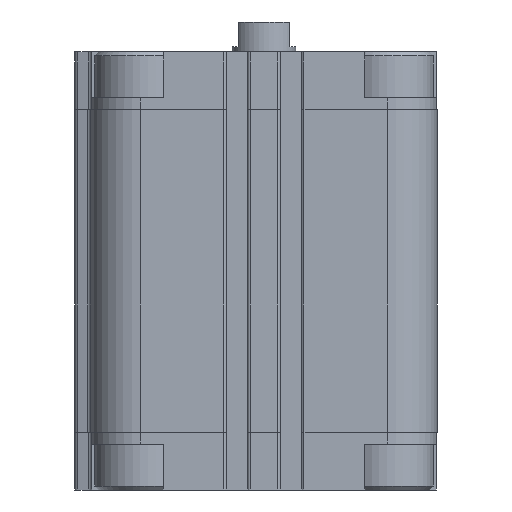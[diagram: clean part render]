
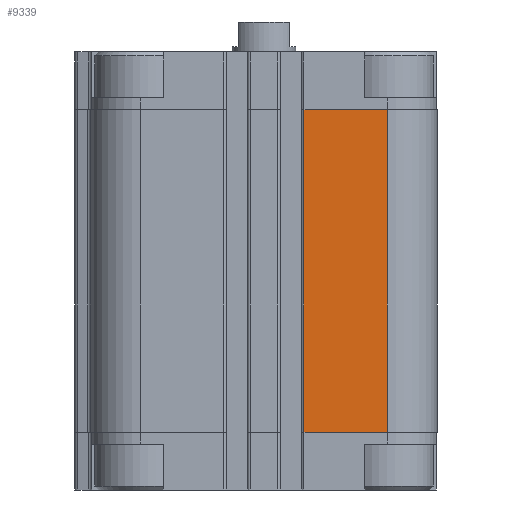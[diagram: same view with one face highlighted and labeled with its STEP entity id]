
A CAD part, left-side view. The second image highlights one B-rep face of the part: STEP entity #9339.
In plain terms, the highlighted face is planar.
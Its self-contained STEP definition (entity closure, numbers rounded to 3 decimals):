
#1837=ORIENTED_EDGE('',*,*,#4205,.F.);
#1838=ORIENTED_EDGE('',*,*,#4231,.F.);
#1839=ORIENTED_EDGE('',*,*,#3923,.T.);
#1840=ORIENTED_EDGE('',*,*,#4232,.T.);
#3923=EDGE_CURVE('',#5269,#5268,#6050,.T.);
#4205=EDGE_CURVE('',#5434,#5435,#6256,.T.);
#4231=EDGE_CURVE('',#5269,#5434,#6275,.T.);
#4232=EDGE_CURVE('',#5268,#5435,#6276,.T.);
#5268=VERTEX_POINT('',#14415);
#5269=VERTEX_POINT('',#14417);
#5434=VERTEX_POINT('',#14969);
#5435=VERTEX_POINT('',#14971);
#6050=LINE('',#14416,#6906);
#6256=LINE('',#14970,#7112);
#6275=LINE('',#15024,#7131);
#6276=LINE('',#15026,#7132);
#6906=VECTOR('',#11150,1000.);
#7112=VECTOR('',#11720,1000.);
#7131=VECTOR('',#11791,1000.);
#7132=VECTOR('',#11794,1000.);
#7666=EDGE_LOOP('',(#1837,#1838,#1839,#1840));
#8324=FACE_BOUND('',#7666,.T.);
#8904=PLANE('',#10084);
#9339=ADVANCED_FACE('',(#8324),#8904,.T.);
#10084=AXIS2_PLACEMENT_3D('',#15025,#11792,#11793);
#11150=DIRECTION('',(0.,1.,0.));
#11720=DIRECTION('',(0.,1.,0.));
#11791=DIRECTION('',(0.,0.,1.));
#11792=DIRECTION('',(1.,0.,0.));
#11793=DIRECTION('',(0.,0.,-1.));
#11794=DIRECTION('',(0.,0.,1.));
#14415=CARTESIAN_POINT('',(43.5,31.,-95.5));
#14416=CARTESIAN_POINT('',(43.5,10.05,-95.5));
#14417=CARTESIAN_POINT('',(43.5,10.05,-95.5));
#14969=CARTESIAN_POINT('',(43.5,10.05,-14.5));
#14970=CARTESIAN_POINT('',(43.5,10.05,-14.5));
#14971=CARTESIAN_POINT('',(43.5,31.,-14.5));
#15024=CARTESIAN_POINT('',(43.5,10.05,-95.5));
#15025=CARTESIAN_POINT('',(43.5,10.05,-95.5));
#15026=CARTESIAN_POINT('',(43.5,31.,-95.5));
